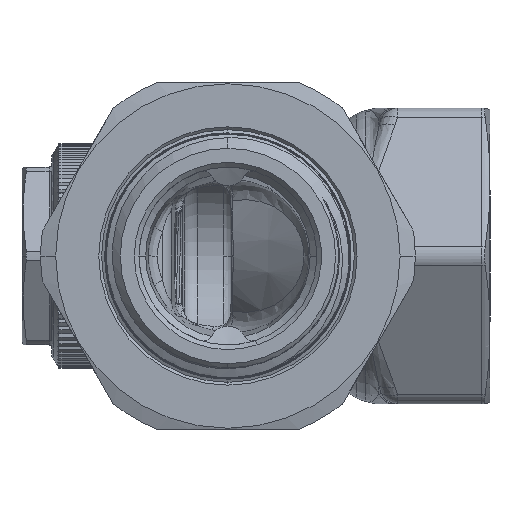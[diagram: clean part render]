
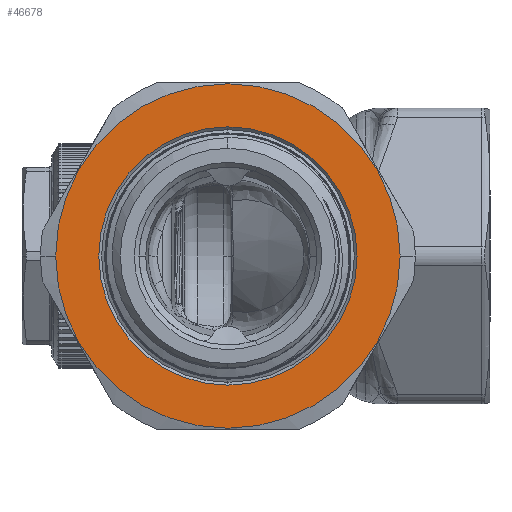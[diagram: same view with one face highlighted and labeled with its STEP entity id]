
A CAD part, left-side view. The second image highlights one B-rep face of the part: STEP entity #46678.
In plain terms, the highlighted planar face has unit normal (-1, 0, 0).
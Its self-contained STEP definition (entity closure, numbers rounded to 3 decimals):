
#46059=CARTESIAN_POINT('',(-38.768,0.,0.));
#46060=DIRECTION('',(-1.,0.,0.));
#46061=DIRECTION('',(0.,1.,0.));
#46062=AXIS2_PLACEMENT_3D('',#46059,#46060,#46061);
#46064=CARTESIAN_POINT('',(-38.768,0.,0.));
#46065=DIRECTION('',(-1.,0.,0.));
#46066=DIRECTION('',(0.,-1.,0.));
#46067=AXIS2_PLACEMENT_3D('',#46064,#46065,#46066);
#46069=CARTESIAN_POINT('',(-38.768,0.,0.));
#46070=DIRECTION('',(-1.,0.,0.));
#46071=DIRECTION('',(0.,0.,-1.));
#46072=AXIS2_PLACEMENT_3D('',#46069,#46070,#46071);
#46087=CARTESIAN_POINT('',(-38.768,0.,0.));
#46088=DIRECTION('',(-1.,0.,0.));
#46089=DIRECTION('',(0.,0.,1.));
#46090=AXIS2_PLACEMENT_3D('',#46087,#46088,#46089);
#46577=CARTESIAN_POINT('',(-38.768,0.,13.8));
#46578=CARTESIAN_POINT('',(-38.768,0.,-13.8));
#46579=VERTEX_POINT('',#46577);
#46580=VERTEX_POINT('',#46578);
#46601=CARTESIAN_POINT('',(-38.768,18.4,0.));
#46602=CARTESIAN_POINT('',(-38.768,-18.4,0.));
#46603=VERTEX_POINT('',#46601);
#46604=VERTEX_POINT('',#46602);
#46661=CARTESIAN_POINT('',(-38.768,0.,0.));
#46662=DIRECTION('',(1.,0.,0.));
#46663=DIRECTION('',(0.,-1.,0.));
#46664=AXIS2_PLACEMENT_3D('',#46661,#46662,#46663);
#46665=PLANE('',#46664);
#46667=ORIENTED_EDGE('',*,*,#46666,.F.);
#46669=ORIENTED_EDGE('',*,*,#46668,.F.);
#46670=EDGE_LOOP('',(#46667,#46669));
#46671=FACE_OUTER_BOUND('',#46670,.F.);
#46673=ORIENTED_EDGE('',*,*,#46672,.T.);
#46675=ORIENTED_EDGE('',*,*,#46674,.T.);
#46676=EDGE_LOOP('',(#46673,#46675));
#46677=FACE_BOUND('',#46676,.F.);
#46678=ADVANCED_FACE('',(#46671,#46677),#46665,.F.);
#46063=CIRCLE('',#46062,18.4);
#46068=CIRCLE('',#46067,18.4);
#46073=CIRCLE('',#46072,13.8);
#46091=CIRCLE('',#46090,13.8);
#46666=EDGE_CURVE('',#46603,#46604,#46063,.T.);
#46668=EDGE_CURVE('',#46604,#46603,#46068,.T.);
#46672=EDGE_CURVE('',#46580,#46579,#46073,.T.);
#46674=EDGE_CURVE('',#46579,#46580,#46091,.T.);
